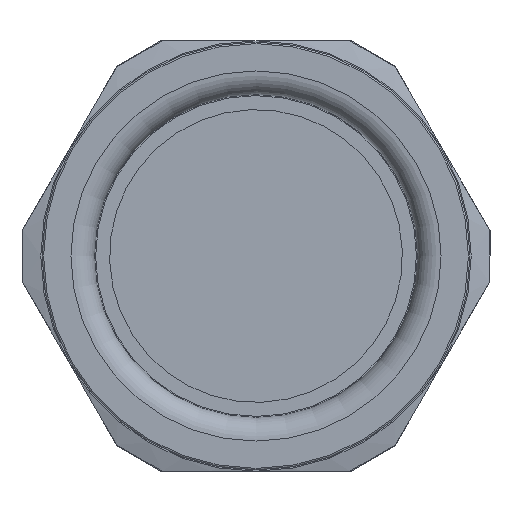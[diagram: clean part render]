
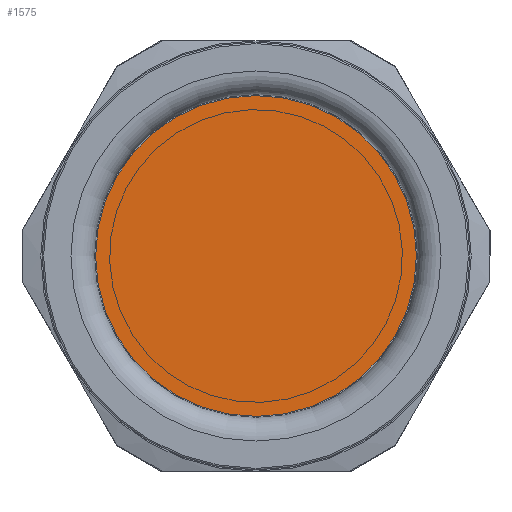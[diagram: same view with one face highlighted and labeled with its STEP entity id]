
A CAD part, left-side view. The second image highlights one B-rep face of the part: STEP entity #1575.
In plain terms, the highlighted planar face has unit normal (-1, 0, 0).
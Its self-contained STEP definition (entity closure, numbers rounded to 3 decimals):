
#216=PLANE('',#1825);
#431=FACE_OUTER_BOUND('',#595,.T.);
#595=EDGE_LOOP('',(#1430));
#667=CIRCLE('',#1801,20.55);
#810=VERTEX_POINT('',#7897);
#1013=EDGE_CURVE('',#810,#810,#667,.T.);
#1430=ORIENTED_EDGE('',*,*,#1013,.F.);
#1575=ADVANCED_FACE('',(#431),#216,.T.);
#1801=AXIS2_PLACEMENT_3D('',#7898,#2194,#2195);
#1825=AXIS2_PLACEMENT_3D('',#7933,#2242,#2243);
#2194=DIRECTION('center_axis',(1.,0.,0.));
#2195=DIRECTION('ref_axis',(0.,0.,-1.));
#2242=DIRECTION('center_axis',(-1.,0.,0.));
#2243=DIRECTION('ref_axis',(0.,0.,1.));
#7897=CARTESIAN_POINT('',(-0.034,20.55,0.));
#7898=CARTESIAN_POINT('Origin',(-0.034,0.,0.));
#7933=CARTESIAN_POINT('Origin',(-0.034,20.55,0.));
